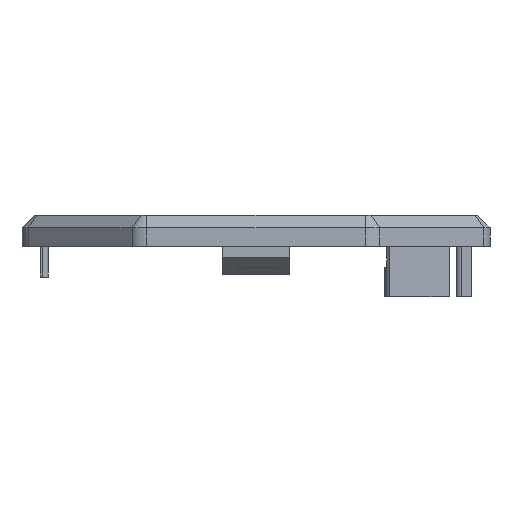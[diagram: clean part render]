
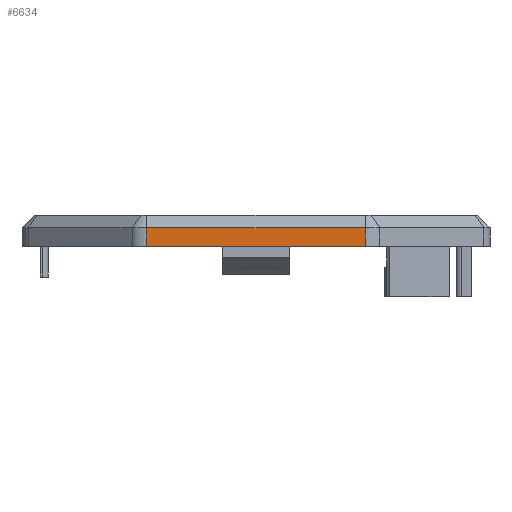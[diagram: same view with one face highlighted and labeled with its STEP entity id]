
A CAD part, front view. The second image highlights one B-rep face of the part: STEP entity #6634.
In plain terms, the highlighted planar face has unit normal (0, -1, 0).
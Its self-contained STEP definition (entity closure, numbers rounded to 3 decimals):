
#384 = VERTEX_POINT('',#385);
#385 = CARTESIAN_POINT('',(-10.5,-31.595,0.));
#392 = EDGE_CURVE('',#384,#393,#395,.T.);
#393 = VERTEX_POINT('',#394);
#394 = CARTESIAN_POINT('',(10.5,-31.595,0.));
#395 = LINE('',#396,#397);
#396 = CARTESIAN_POINT('',(-10.5,-31.595,0.));
#397 = VECTOR('',#398,1.);
#398 = DIRECTION('',(1.,0.,0.));
#6613 = EDGE_CURVE('',#393,#6614,#6616,.T.);
#6614 = VERTEX_POINT('',#6615);
#6615 = CARTESIAN_POINT('',(10.5,-31.595,1.8));
#6616 = LINE('',#6617,#6618);
#6617 = CARTESIAN_POINT('',(10.5,-31.595,0.));
#6618 = VECTOR('',#6619,1.);
#6619 = DIRECTION('',(0.,0.,1.));
#6634 = ADVANCED_FACE('',(#6635),#6653,.F.);
#6635 = FACE_BOUND('',#6636,.F.);
#6636 = EDGE_LOOP('',(#6637,#6645,#6651,#6652));
#6637 = ORIENTED_EDGE('',*,*,#6638,.T.);
#6638 = EDGE_CURVE('',#384,#6639,#6641,.T.);
#6639 = VERTEX_POINT('',#6640);
#6640 = CARTESIAN_POINT('',(-10.5,-31.595,1.8));
#6641 = LINE('',#6642,#6643);
#6642 = CARTESIAN_POINT('',(-10.5,-31.595,0.));
#6643 = VECTOR('',#6644,1.);
#6644 = DIRECTION('',(0.,0.,1.));
#6645 = ORIENTED_EDGE('',*,*,#6646,.F.);
#6646 = EDGE_CURVE('',#6614,#6639,#6647,.T.);
#6647 = LINE('',#6648,#6649);
#6648 = CARTESIAN_POINT('',(10.5,-31.595,1.8));
#6649 = VECTOR('',#6650,1.);
#6650 = DIRECTION('',(-1.,0.,0.));
#6651 = ORIENTED_EDGE('',*,*,#6613,.F.);
#6652 = ORIENTED_EDGE('',*,*,#392,.F.);
#6653 = PLANE('',#6654);
#6654 = AXIS2_PLACEMENT_3D('',#6655,#6656,#6657);
#6655 = CARTESIAN_POINT('',(-10.5,-31.595,0.));
#6656 = DIRECTION('',(0.,1.,0.));
#6657 = DIRECTION('',(1.,0.,0.));
